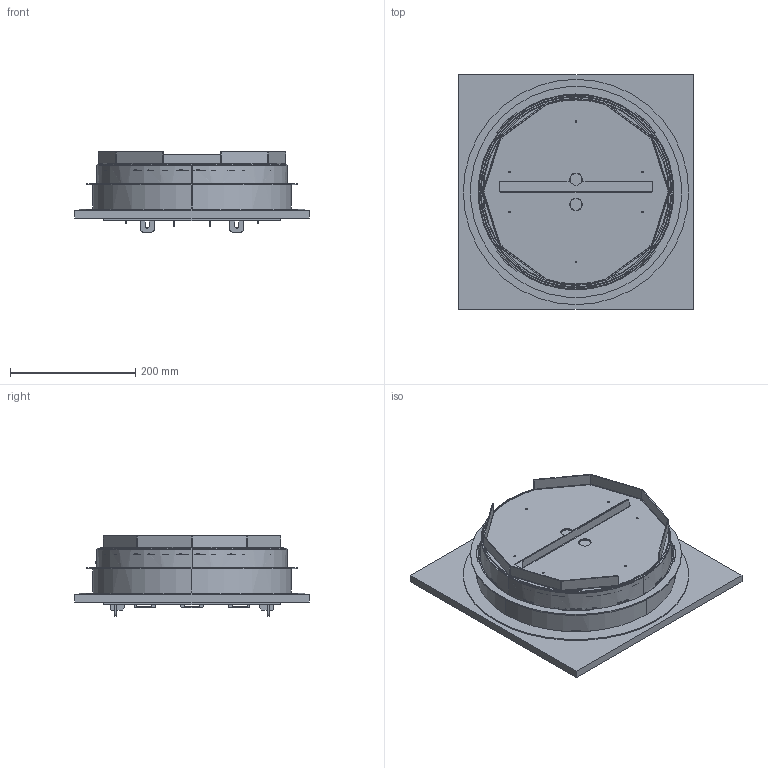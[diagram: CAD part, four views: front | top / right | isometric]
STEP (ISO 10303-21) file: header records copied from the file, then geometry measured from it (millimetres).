
FILE_DESCRIPTION (( 'STEP AP214' ), '1' );
FILE_NAME ('7409495.stp', '2023-09-13T08:26:21', ( '' ), ( '' ), 'SwSTEP 2.0', 'SolidWorks 2022', '' );
FILE_SCHEMA (( 'AUTOMOTIVE_DESIGN' ));
Length unit declared in the file: millimetre
Products named in the file (1): 7409495
Bounding box: 375 x 375 x 128 mm (x, y, z)
Volume: 2097463.7 mm3; surface area: 1339241.6 mm2
Topology: 39 solids, 39 shells, 3736 faces, 10247 edges, 6476 vertices
Faces by surface type: plane 1975, cylinder 1140, bspline 451, cone 112, torus 58
Entity records: 125088 total; most frequent: CARTESIAN_POINT 30985, ORIENTED_EDGE 20214, DIRECTION 18253, EDGE_CURVE 10107, VERTEX_POINT 6476, AXIS2_PLACEMENT_3D 6257, VECTOR 5739, LINE 5739
